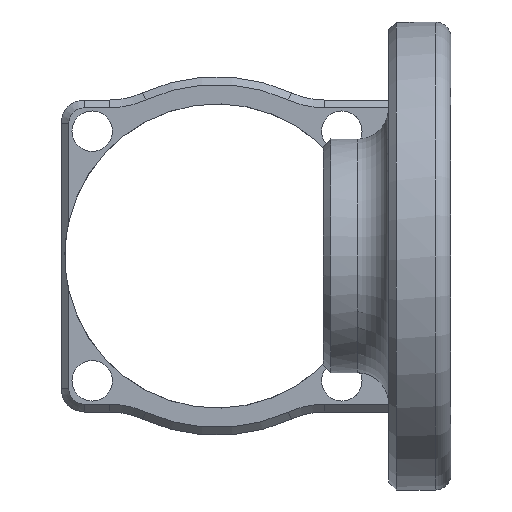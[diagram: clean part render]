
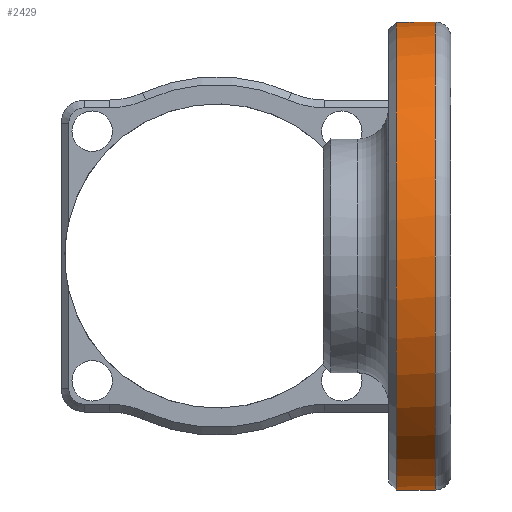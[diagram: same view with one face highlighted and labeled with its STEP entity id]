
A CAD part, front view. The second image highlights one B-rep face of the part: STEP entity #2429.
In plain terms, the highlighted cylindrical face has radius 15 mm (diameter 30 mm), a partial arc.
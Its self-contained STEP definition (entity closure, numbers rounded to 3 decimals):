
#89=B_SPLINE_CURVE_WITH_KNOTS('',3,(#3669,#3670,#3671,#3672,#3673,#3674,
#3675,#3676,#3677,#3678),.UNSPECIFIED.,.F.,.F.,(4,2,2,2,4),(-0.301,
-0.283,-0.264,-0.245,-0.226),
 .UNSPECIFIED.);
#115=CYLINDRICAL_SURFACE('',#2596,15.);
#161=FACE_OUTER_BOUND('',#313,.T.);
#313=EDGE_LOOP('',(#1641,#1642,#1643,#1644,#1645,#1646));
#491=LINE('',#3717,#695);
#495=LINE('',#3728,#699);
#496=LINE('',#3731,#700);
#695=VECTOR('',#2894,10.);
#699=VECTOR('',#2904,10.);
#700=VECTOR('',#2907,10.);
#893=CIRCLE('',#2597,15.);
#894=CIRCLE('',#2598,15.);
#1035=VERTEX_POINT('',#3666);
#1036=VERTEX_POINT('',#3668);
#1039=VERTEX_POINT('',#3715);
#1042=VERTEX_POINT('',#3725);
#1043=VERTEX_POINT('',#3727);
#1044=VERTEX_POINT('',#3729);
#1256=EDGE_CURVE('',#1035,#1036,#89,.T.);
#1261=EDGE_CURVE('',#1035,#1039,#491,.T.);
#1265=EDGE_CURVE('',#1042,#1039,#893,.T.);
#1266=EDGE_CURVE('',#1043,#1042,#495,.T.);
#1267=EDGE_CURVE('',#1044,#1043,#894,.T.);
#1268=EDGE_CURVE('',#1044,#1036,#496,.T.);
#1641=ORIENTED_EDGE('',*,*,#1261,.T.);
#1642=ORIENTED_EDGE('',*,*,#1265,.F.);
#1643=ORIENTED_EDGE('',*,*,#1266,.F.);
#1644=ORIENTED_EDGE('',*,*,#1267,.F.);
#1645=ORIENTED_EDGE('',*,*,#1268,.T.);
#1646=ORIENTED_EDGE('',*,*,#1256,.F.);
#2429=ADVANCED_FACE('',(#161),#115,.T.);
#2596=AXIS2_PLACEMENT_3D('',#3724,#2900,#2901);
#2597=AXIS2_PLACEMENT_3D('',#3726,#2902,#2903);
#2598=AXIS2_PLACEMENT_3D('',#3730,#2905,#2906);
#2894=DIRECTION('',(-1.,0.,0.));
#2900=DIRECTION('center_axis',(-1.,0.,0.));
#2901=DIRECTION('ref_axis',(0.,-1.,0.));
#2902=DIRECTION('center_axis',(-1.,0.,0.));
#2903=DIRECTION('ref_axis',(0.,-1.,0.));
#2904=DIRECTION('',(-1.,0.,0.));
#2905=DIRECTION('center_axis',(1.,0.,0.));
#2906=DIRECTION('ref_axis',(0.,-1.,0.));
#2907=DIRECTION('',(-1.,0.,0.));
#3666=CARTESIAN_POINT('',(12.223,149.5,344.992));
#3668=CARTESIAN_POINT('',(12.723,150.,345.));
#3669=CARTESIAN_POINT('Ctrl Pts',(12.223,149.5,344.992));
#3670=CARTESIAN_POINT('Ctrl Pts',(12.285,149.5,344.992));
#3671=CARTESIAN_POINT('Ctrl Pts',(12.352,149.513,344.992));
#3672=CARTESIAN_POINT('Ctrl Pts',(12.476,149.564,344.994));
#3673=CARTESIAN_POINT('Ctrl Pts',(12.532,149.602,344.995));
#3674=CARTESIAN_POINT('Ctrl Pts',(12.621,149.691,344.997));
#3675=CARTESIAN_POINT('Ctrl Pts',(12.659,149.747,344.998));
#3676=CARTESIAN_POINT('Ctrl Pts',(12.71,149.87,345.));
#3677=CARTESIAN_POINT('Ctrl Pts',(12.723,149.937,345.));
#3678=CARTESIAN_POINT('Ctrl Pts',(12.723,150.,345.));
#3715=CARTESIAN_POINT('',(11.5,149.5,344.992));
#3717=CARTESIAN_POINT('',(16.8,149.5,344.992));
#3724=CARTESIAN_POINT('Origin',(16.8,150.,330.));
#3725=CARTESIAN_POINT('',(11.5,150.,315.));
#3726=CARTESIAN_POINT('Origin',(11.5,150.,330.));
#3727=CARTESIAN_POINT('',(14.,150.,315.));
#3728=CARTESIAN_POINT('',(16.8,150.,315.));
#3729=CARTESIAN_POINT('',(14.,150.,345.));
#3730=CARTESIAN_POINT('Origin',(14.,150.,330.));
#3731=CARTESIAN_POINT('',(16.8,150.,345.));
